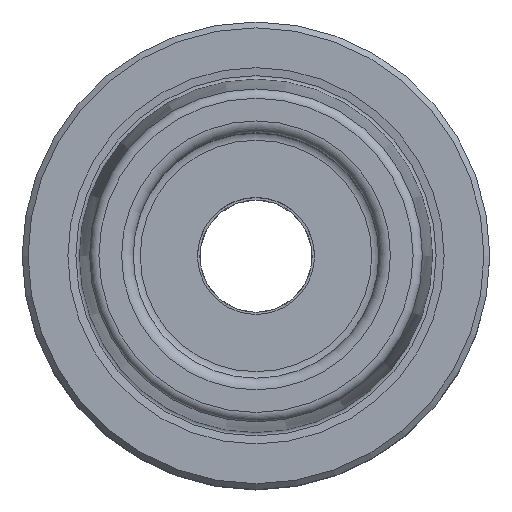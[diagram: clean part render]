
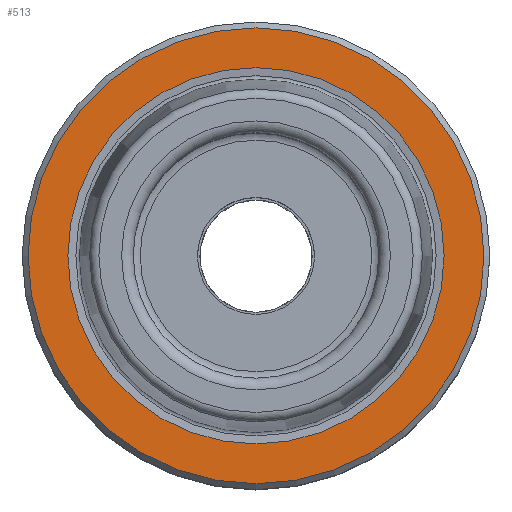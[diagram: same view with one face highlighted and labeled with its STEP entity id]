
A CAD part, top view. The second image highlights one B-rep face of the part: STEP entity #513.
In plain terms, the highlighted planar face has unit normal (0, 0, 1).
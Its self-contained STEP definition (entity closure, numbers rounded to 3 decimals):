
#103=ORIENTED_EDGE('',*,*,#177,.T.);
#104=ORIENTED_EDGE('',*,*,#176,.F.);
#176=EDGE_CURVE('',#223,#223,#270,.T.);
#177=EDGE_CURVE('',#224,#224,#271,.T.);
#223=VERTEX_POINT('',#909);
#224=VERTEX_POINT('',#912);
#270=CIRCLE('',#598,16.094);
#271=CIRCLE('',#600,19.5);
#338=EDGE_LOOP('',(#103));
#339=EDGE_LOOP('',(#104));
#432=FACE_BOUND('',#338,.T.);
#433=FACE_BOUND('',#339,.T.);
#485=PLANE('',#599);
#513=ADVANCED_FACE('',(#432,#433),#485,.T.);
#598=AXIS2_PLACEMENT_3D('',#908,#742,#743);
#599=AXIS2_PLACEMENT_3D('',#910,#744,#745);
#600=AXIS2_PLACEMENT_3D('',#911,#746,#747);
#742=DIRECTION('',(0.,0.,1.));
#743=DIRECTION('',(1.,0.,0.));
#744=DIRECTION('',(0.,0.,1.));
#745=DIRECTION('',(1.,0.,0.));
#746=DIRECTION('',(0.,0.,1.));
#747=DIRECTION('',(1.,0.,0.));
#908=CARTESIAN_POINT('',(0.,0.,0.));
#909=CARTESIAN_POINT('',(16.094,0.,0.));
#910=CARTESIAN_POINT('',(19.5,0.,0.));
#911=CARTESIAN_POINT('',(0.,0.,0.));
#912=CARTESIAN_POINT('',(19.5,0.,0.));
